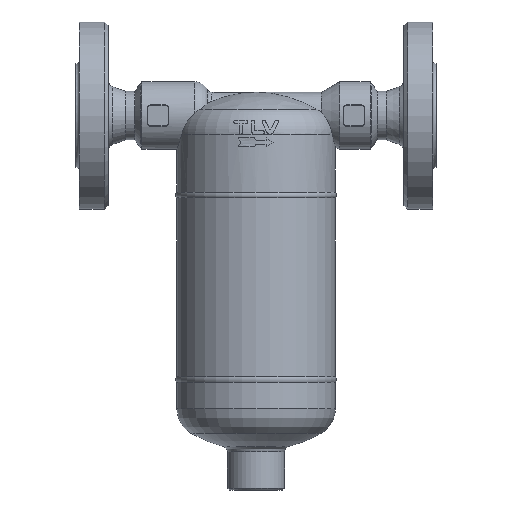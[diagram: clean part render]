
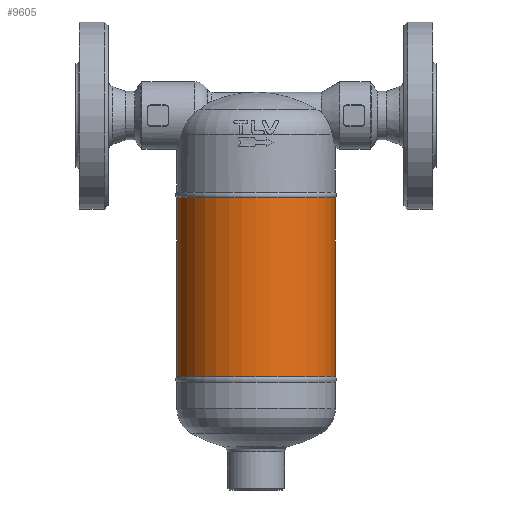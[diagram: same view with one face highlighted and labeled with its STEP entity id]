
A CAD part, front view. The second image highlights one B-rep face of the part: STEP entity #9605.
In plain terms, the highlighted cylindrical face has radius 44.55 mm (diameter 89.1 mm), a full revolution.
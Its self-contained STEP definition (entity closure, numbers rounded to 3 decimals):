
#9324=CARTESIAN_POINT('',(-44.55,0.,-101.883));
#9325=VERTEX_POINT('',#9324);
#9326=CARTESIAN_POINT('',(0.,0.0,-101.883));
#9327=DIRECTION('',(0.0,0.0,-1.0));
#9328=DIRECTION('',(1.0,0.0,0.0));
#9329=AXIS2_PLACEMENT_3D('',#9326,#9327,#9328);
#9330=CIRCLE('',#9329,44.55);
#9331=EDGE_CURVE('',#9325,#9325,#9330,.T.);
#9341=CARTESIAN_POINT('',(-44.55,0.,-1.617));
#9342=VERTEX_POINT('',#9341);
#9343=CARTESIAN_POINT('',(0.,0.0,-1.617));
#9344=DIRECTION('',(0.0,0.0,1.0));
#9345=DIRECTION('',(1.0,0.0,0.0));
#9346=AXIS2_PLACEMENT_3D('',#9343,#9344,#9345);
#9347=CIRCLE('',#9346,44.55);
#9348=EDGE_CURVE('',#9342,#9342,#9347,.T.);
#9594=CARTESIAN_POINT('',(0.,0.0,0.));
#9595=DIRECTION('',(0.,0.0,-1.0));
#9596=DIRECTION('',(1.0,0.0,0.0));
#9597=AXIS2_PLACEMENT_3D('',#9594,#9595,#9596);
#9598=CYLINDRICAL_SURFACE('',#9597,44.55);
#9599=ORIENTED_EDGE('',*,*,#9348,.F.);
#9600=EDGE_LOOP('',(#9599));
#9601=FACE_OUTER_BOUND('',#9600,.T.);
#9602=ORIENTED_EDGE('',*,*,#9331,.F.);
#9603=EDGE_LOOP('',(#9602));
#9604=FACE_BOUND('',#9603,.T.);
#9605=ADVANCED_FACE('',(#9601,#9604),#9598,.T.);
